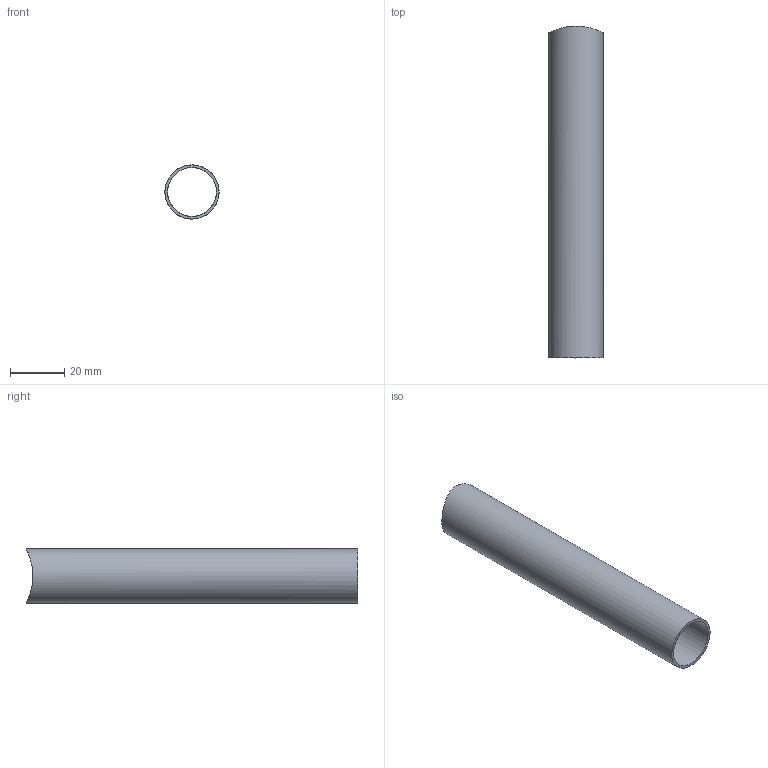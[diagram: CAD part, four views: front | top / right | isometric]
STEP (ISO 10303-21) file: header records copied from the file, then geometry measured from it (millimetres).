
FILE_DESCRIPTION(/* description */ (''),/* implementation_level */ '2;1');
FILE_NAME(/* name */ '41139.ipt.step',/* time_stamp */ '2022-07-18T12:55:08+02:00',/* author */ ('Abt. Technik'),/* organization */ (''),/* preprocessor_version */ 'ST-DEVELOPER v18.1',/* originating_system */ 'Autodesk Inventor 2022',/* authorisation */ '');
FILE_SCHEMA (('AUTOMOTIVE_DESIGN { 1 0 10303 214 3 1 1 }'));
Length unit declared in the file: millimetre
Products named in the file (1): 41139
Bounding box: 20 x 122.51 x 20 mm (x, y, z)
Volume: 7229 mm3; surface area: 14581.9 mm2
Topology: 1 solids, 1 shells, 4 faces, 8 edges, 6 vertices
Faces by surface type: cylinder 3, plane 1
Full cylindrical faces by diameter (mm): 18 x1, 20 x1
Entity records: 217 total; most frequent: CARTESIAN_POINT 87, ORIENTED_EDGE 16, DIRECTION 16, EDGE_CURVE 8, AXIS2_PLACEMENT_3D 7, EDGE_LOOP 6, VERTEX_POINT 6, B_SPLINE_CURVE_WITH_KNOTS 4
